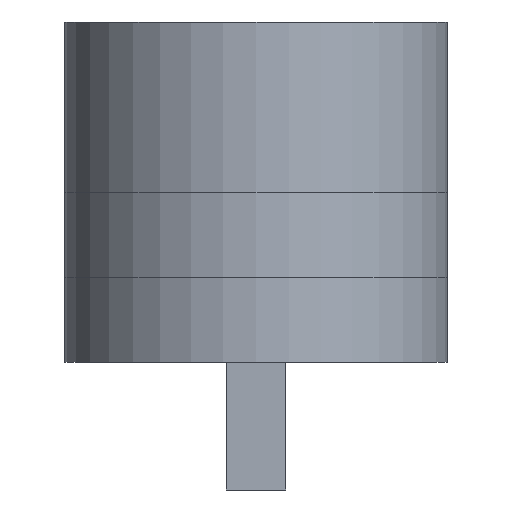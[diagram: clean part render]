
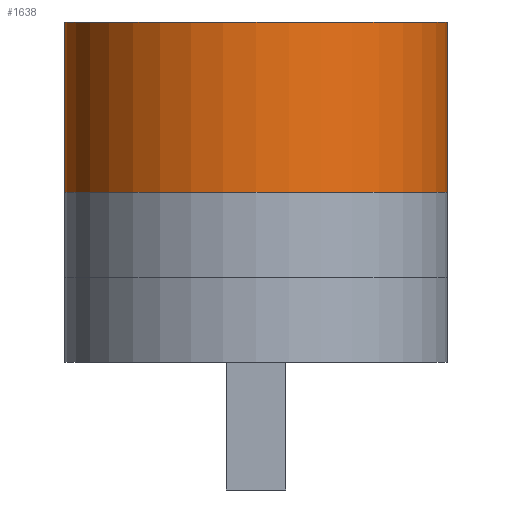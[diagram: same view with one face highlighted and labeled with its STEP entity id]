
A CAD part, left-side view. The second image highlights one B-rep face of the part: STEP entity #1638.
In plain terms, the highlighted cylindrical face has radius 2.25 mm (diameter 4.5 mm), a partial arc.
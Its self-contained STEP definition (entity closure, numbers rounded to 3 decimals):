
#1404 = VERTEX_POINT('',#1405);
#1405 = CARTESIAN_POINT('',(3.77,2.25,1.));
#1411 = EDGE_CURVE('',#1404,#1412,#1414,.T.);
#1412 = VERTEX_POINT('',#1413);
#1413 = CARTESIAN_POINT('',(3.77,2.25,3.));
#1414 = LINE('',#1415,#1416);
#1415 = CARTESIAN_POINT('',(3.77,2.25,-1.));
#1416 = VECTOR('',#1417,1.);
#1417 = DIRECTION('',(0.,0.,1.));
#1554 = VERTEX_POINT('',#1555);
#1555 = CARTESIAN_POINT('',(3.77,-2.25,3.));
#1561 = EDGE_CURVE('',#1562,#1554,#1564,.T.);
#1562 = VERTEX_POINT('',#1563);
#1563 = CARTESIAN_POINT('',(3.77,-2.25,1.));
#1564 = LINE('',#1565,#1566);
#1565 = CARTESIAN_POINT('',(3.77,-2.25,-1.));
#1566 = VECTOR('',#1567,1.);
#1567 = DIRECTION('',(0.,0.,1.));
#1616 = EDGE_CURVE('',#1562,#1404,#1617,.T.);
#1617 = CIRCLE('',#1618,2.25);
#1618 = AXIS2_PLACEMENT_3D('',#1619,#1620,#1621);
#1619 = CARTESIAN_POINT('',(3.77,0.,1.));
#1620 = DIRECTION('',(0.,0.,-1.));
#1621 = DIRECTION('',(1.,0.,0.));
#1638 = ADVANCED_FACE('',(#1639),#1651,.T.);
#1639 = FACE_BOUND('',#1640,.F.);
#1640 = EDGE_LOOP('',(#1641,#1642,#1643,#1650));
#1641 = ORIENTED_EDGE('',*,*,#1616,.T.);
#1642 = ORIENTED_EDGE('',*,*,#1411,.T.);
#1643 = ORIENTED_EDGE('',*,*,#1644,.T.);
#1644 = EDGE_CURVE('',#1412,#1554,#1645,.T.);
#1645 = CIRCLE('',#1646,2.25);
#1646 = AXIS2_PLACEMENT_3D('',#1647,#1648,#1649);
#1647 = CARTESIAN_POINT('',(3.77,0.,3.));
#1648 = DIRECTION('',(0.,0.,1.));
#1649 = DIRECTION('',(1.,0.,0.));
#1650 = ORIENTED_EDGE('',*,*,#1561,.F.);
#1651 = CYLINDRICAL_SURFACE('',#1652,2.25);
#1652 = AXIS2_PLACEMENT_3D('',#1653,#1654,#1655);
#1653 = CARTESIAN_POINT('',(3.77,0.,-1.));
#1654 = DIRECTION('',(-0.,-0.,-1.));
#1655 = DIRECTION('',(1.,0.,0.));
